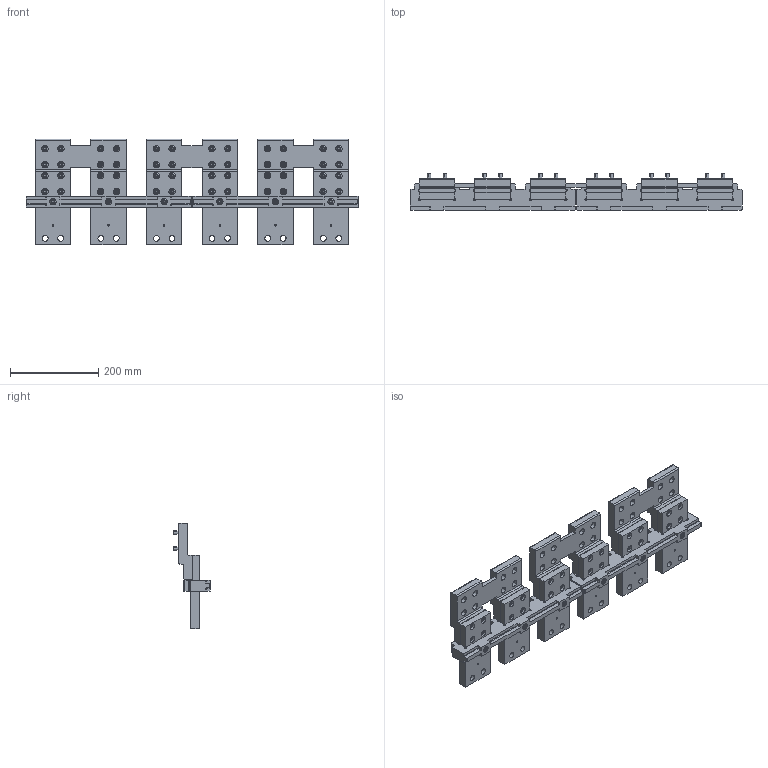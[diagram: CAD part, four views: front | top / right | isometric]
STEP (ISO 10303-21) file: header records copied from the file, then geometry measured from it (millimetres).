
FILE_DESCRIPTION(('CATIA V5 STEP Exchange'),'2;1');
FILE_NAME('1SDH001252R0331_E6.2_III_F_TERMINALS_F_LOWER.stp','2014-11-06T14:05:59+00:00',('none'),('none'),'CATIA Version 5 Release 20 SP 6 (IN-10)','CATIA V5 STEP AP214','none');
FILE_SCHEMA(('AUTOMOTIVE_DESIGN { 1 0 10303 214 1 1 1 1 }'));
Products named in the file (1): 1SDH001252R0331_E6.2_III_F_TERMINALS_F_LOWER
Bounding box: 752 x 83.4 x 240 mm (x, y, z)
Volume: 3517481.4 mm3; surface area: 677539.6 mm2
Topology: 119 solids, 119 shells, 2452 faces, 6178 edges, 3994 vertices
Faces by surface type: plane 1238, cylinder 974, sphere 132, cone 108
Entity records: 71537 total; most frequent: CARTESIAN_POINT 16117, ORIENTED_EDGE 12092, DIRECTION 8910, EDGE_CURVE 6046, VERTEX_POINT 3994, AXIS2_PLACEMENT_3D 3991, VECTOR 3110, LINE 3110
